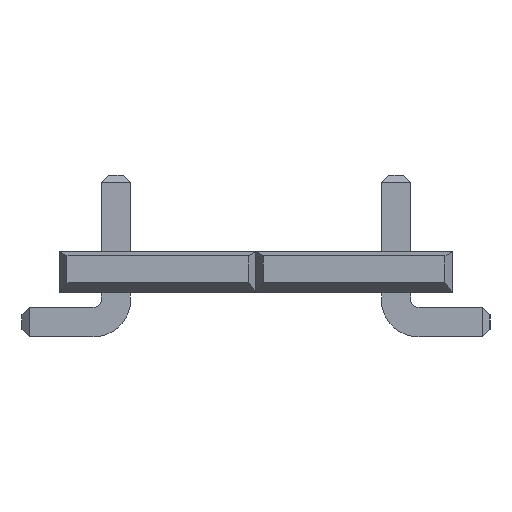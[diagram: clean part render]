
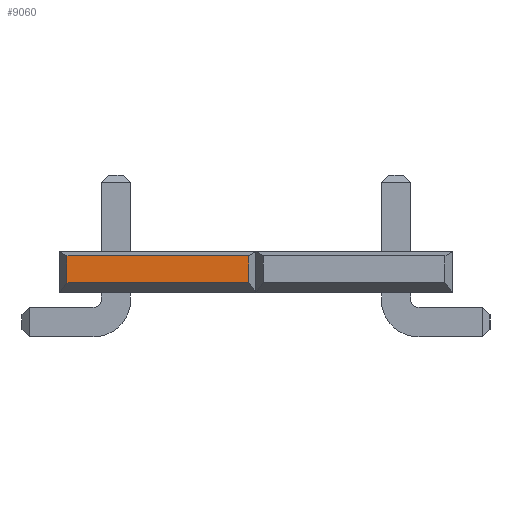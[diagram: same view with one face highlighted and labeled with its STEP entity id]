
A CAD part, left-side view. The second image highlights one B-rep face of the part: STEP entity #9060.
In plain terms, the highlighted planar face has unit normal (-1, 0, 0).
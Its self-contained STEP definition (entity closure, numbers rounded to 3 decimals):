
#8583=CARTESIAN_POINT('',(-2.625,0.032,0.351));
#8582=VERTEX_POINT('',#8583);
#8601=CARTESIAN_POINT('',(-2.625,0.819,0.351));
#8600=VERTEX_POINT('',#8601);
#8609=EDGE_CURVE('',#8582,#8600,#8614,.T.);
#8614=LINE('',#8583,#8616);
#8616=VECTOR('',#8617,0.787);
#8617=DIRECTION('',(0.0,1.0,0.0));
#8728=CARTESIAN_POINT('',(-2.625,0.819,0.235));
#8727=VERTEX_POINT('',#8728);
#8736=EDGE_CURVE('',#8600,#8727,#8741,.T.);
#8741=LINE('',#8601,#8743);
#8743=VECTOR('',#8744,0.116);
#8744=DIRECTION('',(0.0,0.0,-1.0));
#8779=CARTESIAN_POINT('',(-2.625,0.032,0.235));
#8778=VERTEX_POINT('',#8779);
#8805=EDGE_CURVE('',#8778,#8582,#8810,.T.);
#8810=LINE('',#8779,#8812);
#8812=VECTOR('',#8813,0.116);
#8813=DIRECTION('',(0.0,0.0,1.0));
#9040=EDGE_CURVE('',#8727,#8778,#9045,.T.);
#9045=LINE('',#8728,#9047);
#9047=VECTOR('',#9048,0.787);
#9048=DIRECTION('',(0.0,-1.0,0.0));
#9060=ADVANCED_FACE('',(#9066),#9061,.T.);
#9061=PLANE('',#9062);
#9062=AXIS2_PLACEMENT_3D('',#9063,#9064,#9065);
#9063=CARTESIAN_POINT('',(-2.625,0.819,0.235));
#9064=DIRECTION('',(-1.0,0.0,0.0));
#9065=DIRECTION('',(0.,0.,1.));
#9066=FACE_OUTER_BOUND('',#9067,.T.);
#9067=EDGE_LOOP('',(#9068,#9078,#9088,#9098));
#9068=ORIENTED_EDGE('',*,*,#9040,.T.);
#9078=ORIENTED_EDGE('',*,*,#8805,.T.);
#9088=ORIENTED_EDGE('',*,*,#8609,.T.);
#9098=ORIENTED_EDGE('',*,*,#8736,.T.);
